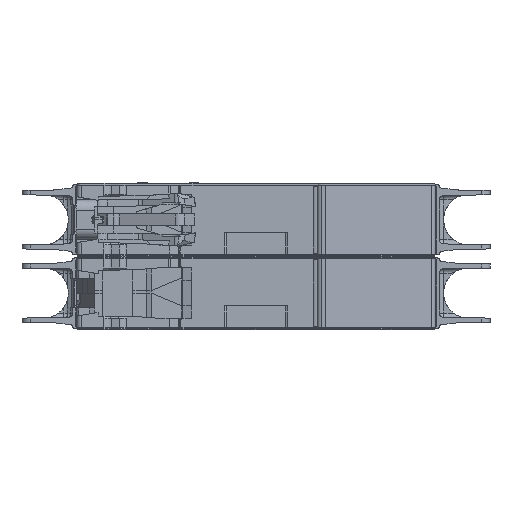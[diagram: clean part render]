
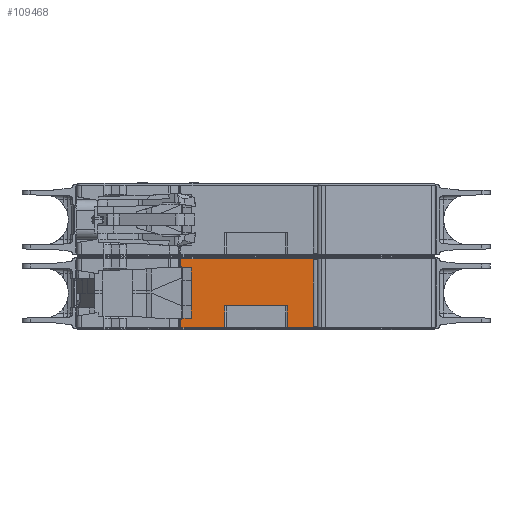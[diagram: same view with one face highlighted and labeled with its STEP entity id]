
A CAD part, front view. The second image highlights one B-rep face of the part: STEP entity #109468.
In plain terms, the highlighted planar face has unit normal (0, -1, 0).
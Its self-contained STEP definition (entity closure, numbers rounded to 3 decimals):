
#10345=DIRECTION('',(-1.,0.,0.));
#10346=VECTOR('',#10345,10.352);
#10347=CARTESIAN_POINT('',(-7.447,-56.5,-25.6));
#10348=LINE('',#10347,#10346);
#10349=DIRECTION('',(0.,0.,-1.));
#10350=VECTOR('',#10349,2.2);
#10351=CARTESIAN_POINT('',(-17.799,-56.5,-23.4));
#10352=LINE('',#10351,#10350);
#10353=DIRECTION('',(-0.036,0.,-0.999));
#10354=VECTOR('',#10353,3.002);
#10355=CARTESIAN_POINT('',(-15.292,-56.5,-20.4));
#10356=LINE('',#10355,#10354);
#10357=DIRECTION('',(0.,0.,1.));
#10358=VECTOR('',#10357,6.);
#10359=CARTESIAN_POINT('',(-15.292,-56.5,-20.4));
#10360=LINE('',#10359,#10358);
#10361=DIRECTION('',(0.,0.,1.));
#10362=VECTOR('',#10361,2.2);
#10363=CARTESIAN_POINT('',(-17.799,-56.5,-11.4));
#10364=LINE('',#10363,#10362);
#10365=DIRECTION('',(-1.,0.,0.));
#10366=VECTOR('',#10365,34.999);
#10367=CARTESIAN_POINT('',(17.2,-56.5,-9.2));
#10368=LINE('',#10367,#10366);
#10369=DIRECTION('',(-1.,0.,0.));
#10370=VECTOR('',#10369,9.753);
#10371=CARTESIAN_POINT('',(17.2,-56.5,-25.6));
#10372=LINE('',#10371,#10370);
#10373=DIRECTION('',(-1.,0.,0.));
#10374=VECTOR('',#10373,1.442);
#10375=CARTESIAN_POINT('',(15.021,-56.5,-25.3));
#10376=LINE('',#10375,#10374);
#10382=DIRECTION('',(0.,0.,-1.));
#10383=VECTOR('',#10382,5.2);
#10384=CARTESIAN_POINT('',(7.447,-56.5,-20.4));
#10385=LINE('',#10384,#10383);
#10390=DIRECTION('',(-1.,0.,0.));
#10391=VECTOR('',#10390,14.894);
#10392=CARTESIAN_POINT('',(7.447,-56.5,-20.4));
#10393=LINE('',#10392,#10391);
#10411=DIRECTION('',(0.,0.,1.));
#10412=VECTOR('',#10411,5.2);
#10413=CARTESIAN_POINT('',(-7.447,-56.5,-25.6));
#10414=LINE('',#10413,#10412);
#46034=DIRECTION('',(1.,0.,0.));
#46035=VECTOR('',#46034,2.399);
#46036=CARTESIAN_POINT('',(-17.799,-56.5,-11.4));
#46037=LINE('',#46036,#46035);
#46038=DIRECTION('',(0.036,0.,-0.999));
#46039=VECTOR('',#46038,3.002);
#46040=CARTESIAN_POINT('',(-15.4,-56.5,-11.4));
#46041=LINE('',#46040,#46039);
#46067=DIRECTION('',(-1.,0.,0.));
#46068=VECTOR('',#46067,2.399);
#46069=CARTESIAN_POINT('',(-15.4,-56.5,-23.4));
#46070=LINE('',#46069,#46068);
#52691=DIRECTION('',(0.,0.,1.));
#52692=VECTOR('',#52691,16.4);
#52693=CARTESIAN_POINT('',(17.2,-56.5,-25.6));
#52694=LINE('',#52693,#52692);
#70715=DIRECTION('',(0.,0.,-1.));
#70716=VECTOR('',#70715,15.8);
#70717=CARTESIAN_POINT('',(15.021,-56.5,-9.5));
#70718=LINE('',#70717,#70716);
#70719=DIRECTION('',(0.,0.,1.));
#70720=VECTOR('',#70719,15.8);
#70721=CARTESIAN_POINT('',(13.579,-56.5,-25.3));
#70722=LINE('',#70721,#70720);
#70723=DIRECTION('',(-1.,0.,0.));
#70724=VECTOR('',#70723,1.442);
#70725=CARTESIAN_POINT('',(15.021,-56.5,-9.5));
#70726=LINE('',#70725,#70724);
#81710=CARTESIAN_POINT('',(-17.799,-56.5,-23.4));
#81712=VERTEX_POINT('',#81710);
#81713=CARTESIAN_POINT('',(-17.799,-56.5,-25.6));
#81714=VERTEX_POINT('',#81713);
#81715=CARTESIAN_POINT('',(17.2,-56.5,-25.6));
#81716=VERTEX_POINT('',#81715);
#81757=CARTESIAN_POINT('',(-15.4,-56.5,-23.4));
#81759=VERTEX_POINT('',#81757);
#82212=CARTESIAN_POINT('',(7.447,-56.5,-25.6));
#82213=VERTEX_POINT('',#82212);
#82214=CARTESIAN_POINT('',(-7.447,-56.5,-25.6));
#82215=VERTEX_POINT('',#82214);
#83107=CARTESIAN_POINT('',(15.021,-56.5,-25.3));
#83108=CARTESIAN_POINT('',(13.579,-56.5,-25.3));
#83109=VERTEX_POINT('',#83107);
#83110=VERTEX_POINT('',#83108);
#83145=CARTESIAN_POINT('',(-15.292,-56.5,-20.4));
#83146=VERTEX_POINT('',#83145);
#83805=CARTESIAN_POINT('',(17.2,-56.5,-9.2));
#83806=CARTESIAN_POINT('',(-17.799,-56.5,-9.2));
#83807=VERTEX_POINT('',#83805);
#83808=VERTEX_POINT('',#83806);
#85425=CARTESIAN_POINT('',(-17.799,-56.5,-11.4));
#85426=CARTESIAN_POINT('',(-15.4,-56.5,-11.4));
#85427=VERTEX_POINT('',#85425);
#85428=VERTEX_POINT('',#85426);
#86322=CARTESIAN_POINT('',(7.447,-56.5,-20.4));
#86323=VERTEX_POINT('',#86322);
#86324=CARTESIAN_POINT('',(-7.447,-56.5,-20.4));
#86325=VERTEX_POINT('',#86324);
#86334=CARTESIAN_POINT('',(15.021,-56.5,-9.5));
#86335=CARTESIAN_POINT('',(13.579,-56.5,-9.5));
#86336=VERTEX_POINT('',#86334);
#86337=VERTEX_POINT('',#86335);
#86573=CARTESIAN_POINT('',(-15.292,-56.5,-14.4));
#86574=VERTEX_POINT('',#86573);
#109425=CARTESIAN_POINT('',(0.,-56.5,-17.4));
#109426=DIRECTION('',(0.,-1.,0.));
#109427=DIRECTION('',(-1.,0.,0.));
#109428=AXIS2_PLACEMENT_3D('',#109425,#109426,#109427);
#109429=PLANE('',#109428);
#109431=ORIENTED_EDGE('',*,*,#109430,.F.);
#109433=ORIENTED_EDGE('',*,*,#109432,.T.);
#109435=ORIENTED_EDGE('',*,*,#109434,.F.);
#109436=ORIENTED_EDGE('',*,*,#109407,.T.);
#109438=ORIENTED_EDGE('',*,*,#109437,.F.);
#109440=ORIENTED_EDGE('',*,*,#109439,.F.);
#109442=ORIENTED_EDGE('',*,*,#109441,.F.);
#109444=ORIENTED_EDGE('',*,*,#109443,.T.);
#109446=ORIENTED_EDGE('',*,*,#109445,.F.);
#109448=ORIENTED_EDGE('',*,*,#109447,.F.);
#109450=ORIENTED_EDGE('',*,*,#109449,.T.);
#109452=ORIENTED_EDGE('',*,*,#109451,.F.);
#109454=ORIENTED_EDGE('',*,*,#109453,.F.);
#109455=ORIENTED_EDGE('',*,*,#109305,.T.);
#109456=EDGE_LOOP('',(#109431,#109433,#109435,#109436,#109438,#109440,#109442,
#109444,#109446,#109448,#109450,#109452,#109454,#109455));
#109457=FACE_OUTER_BOUND('',#109456,.F.);
#109459=ORIENTED_EDGE('',*,*,#109458,.F.);
#109461=ORIENTED_EDGE('',*,*,#109460,.T.);
#109463=ORIENTED_EDGE('',*,*,#109462,.F.);
#109465=ORIENTED_EDGE('',*,*,#109464,.F.);
#109466=EDGE_LOOP('',(#109459,#109461,#109463,#109465));
#109467=FACE_BOUND('',#109466,.F.);
#109305=EDGE_CURVE('',#81716,#82213,#10372,.T.);
#109407=EDGE_CURVE('',#82215,#81714,#10348,.T.);
#109430=EDGE_CURVE('',#86323,#82213,#10385,.T.);
#109432=EDGE_CURVE('',#86323,#86325,#10393,.T.);
#109434=EDGE_CURVE('',#82215,#86325,#10414,.T.);
#109437=EDGE_CURVE('',#81712,#81714,#10352,.T.);
#109439=EDGE_CURVE('',#81759,#81712,#46070,.T.);
#109441=EDGE_CURVE('',#83146,#81759,#10356,.T.);
#109443=EDGE_CURVE('',#83146,#86574,#10360,.T.);
#109445=EDGE_CURVE('',#85428,#86574,#46041,.T.);
#109447=EDGE_CURVE('',#85427,#85428,#46037,.T.);
#109449=EDGE_CURVE('',#85427,#83808,#10364,.T.);
#109451=EDGE_CURVE('',#83807,#83808,#10368,.T.);
#109453=EDGE_CURVE('',#81716,#83807,#52694,.T.);
#109458=EDGE_CURVE('',#86336,#83109,#70718,.T.);
#109460=EDGE_CURVE('',#86336,#86337,#70726,.T.);
#109462=EDGE_CURVE('',#83110,#86337,#70722,.T.);
#109464=EDGE_CURVE('',#83109,#83110,#10376,.T.);
#109468=ADVANCED_FACE('',(#109457,#109467),#109429,.T.);
